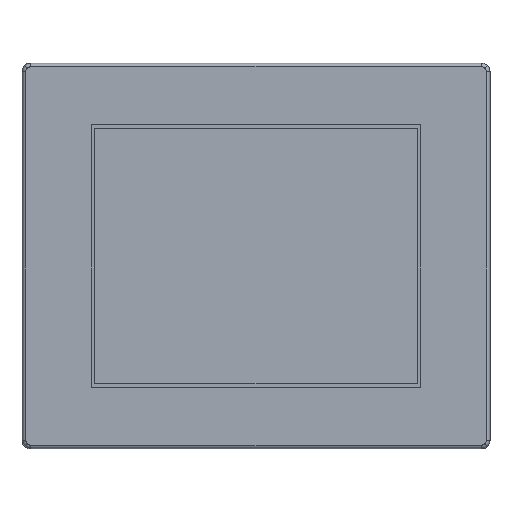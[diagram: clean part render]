
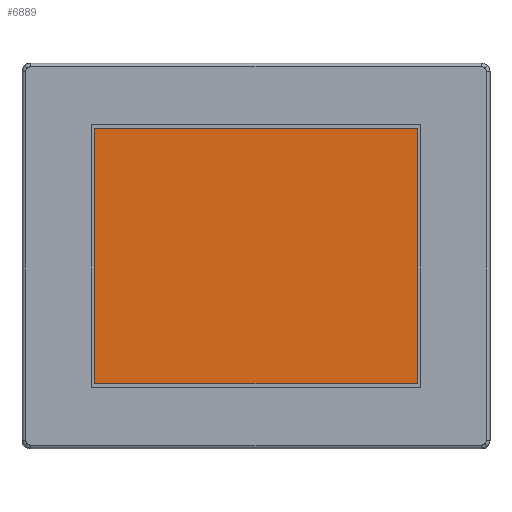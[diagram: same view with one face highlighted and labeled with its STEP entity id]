
A CAD part, top view. The second image highlights one B-rep face of the part: STEP entity #6889.
In plain terms, the highlighted planar face has unit normal (0, 0, 1).
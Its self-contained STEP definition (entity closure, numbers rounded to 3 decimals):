
#6791 = EDGE_CURVE ( 'NONE', #6854, #6792, #13669, .T. ) ;
#6792 = VERTEX_POINT ( 'NONE', #13665 ) ;
#6819 = VERTEX_POINT ( 'NONE', #13720 ) ;
#6837 = EDGE_CURVE ( 'NONE', #6792, #6838, #13781, .T. ) ;
#6838 = VERTEX_POINT ( 'NONE', #13777 ) ;
#6852 = EDGE_CURVE ( 'NONE', #6819, #6854, #13836, .T. ) ;
#6854 = VERTEX_POINT ( 'NONE', #13832 ) ;
#6882 = EDGE_CURVE ( 'NONE', #6838, #6819, #13951, .T. ) ;
#6889 = ADVANCED_FACE ( 'NONE', ( #13941 ), #13924, .F. ) ;
#6890 = EDGE_LOOP ( 'NONE', ( #6892, #6895, #6897, #6899 ) ) ;
#6892 = ORIENTED_EDGE ( 'NONE', *, *, #6837, .F. ) ;
#6895 = ORIENTED_EDGE ( 'NONE', *, *, #6791, .F. ) ;
#6897 = ORIENTED_EDGE ( 'NONE', *, *, #6852, .F. ) ;
#6899 = ORIENTED_EDGE ( 'NONE', *, *, #6882, .F. ) ;
#13665 = CARTESIAN_POINT ( 'NONE',  ( 116.985, 92.735, 10. ) ) ;
#13666 = DIRECTION ( 'NONE',  ( 1., 0., 0. ) ) ;
#13667 = VECTOR ( 'NONE', #13666, 1000. ) ;
#13668 = CARTESIAN_POINT ( 'NONE',  ( 116.985, 92.735, 10. ) ) ;
#13669 = LINE ( 'NONE', #13668, #13667 ) ;
#13720 = CARTESIAN_POINT ( 'NONE',  ( -116.985, -92.735, 10. ) ) ;
#13777 = CARTESIAN_POINT ( 'NONE',  ( 116.985, -92.735, 10. ) ) ;
#13778 = DIRECTION ( 'NONE',  ( 0., -1., 0. ) ) ;
#13779 = VECTOR ( 'NONE', #13778, 1000. ) ;
#13780 = CARTESIAN_POINT ( 'NONE',  ( 116.985, -92.735, 10. ) ) ;
#13781 = LINE ( 'NONE', #13780, #13779 ) ;
#13832 = CARTESIAN_POINT ( 'NONE',  ( -116.985, 92.735, 10. ) ) ;
#13833 = DIRECTION ( 'NONE',  ( 0., 1., 0. ) ) ;
#13834 = VECTOR ( 'NONE', #13833, 1000. ) ;
#13835 = CARTESIAN_POINT ( 'NONE',  ( -116.985, 92.735, 10. ) ) ;
#13836 = LINE ( 'NONE', #13835, #13834 ) ;
#13924 = PLANE ( 'NONE',  #13925 ) ;
#13925 = AXIS2_PLACEMENT_3D ( 'NONE', #13982, #13981, #13980 ) ;
#13941 = FACE_OUTER_BOUND ( 'NONE', #6890, .T. ) ;
#13942 = DIRECTION ( 'NONE',  ( -1., 0., 0. ) ) ;
#13943 = VECTOR ( 'NONE', #13942, 1000. ) ;
#13944 = CARTESIAN_POINT ( 'NONE',  ( -116.985, -92.735, 10. ) ) ;
#13951 = LINE ( 'NONE', #13944, #13943 ) ;
#13980 = DIRECTION ( 'NONE',  ( -1., 0., 0. ) ) ;
#13981 = DIRECTION ( 'NONE',  ( 0., 0., -1. ) ) ;
#13982 = CARTESIAN_POINT ( 'NONE',  ( 169.75, 140., 10. ) ) ;
